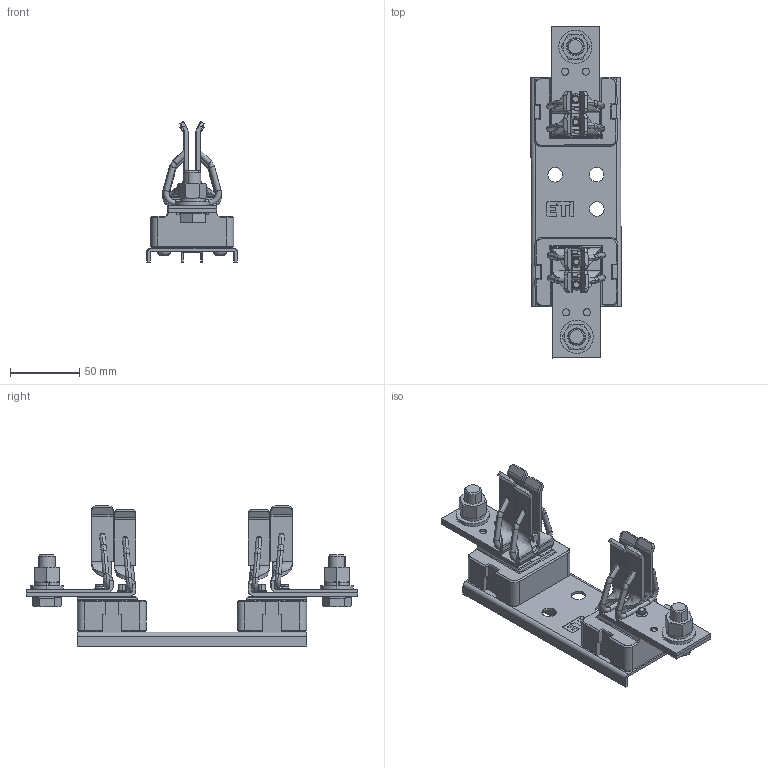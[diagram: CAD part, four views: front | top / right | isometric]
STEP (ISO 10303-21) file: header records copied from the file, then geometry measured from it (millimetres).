
FILE_DESCRIPTION((''),'2;1');
FILE_NAME('123_ASM','2023-10-24T10:35:18',('klemen.sitar'),('Audax d.o.o.'),'CREO PARAMETRIC BY PTC INC, 2021304','CREO PARAMETRIC BY PTC INC, 2021304','');
FILE_SCHEMA(('AP242_MANAGED_MODEL_BASED_3D_ENGINEERING_MIM_LF { 1 0 10303 442 1 1 4 }'));
Products named in the file (27): 0000038658_1_1_1_1_1_1_1_2; 0000038459_1_1_1_1; 0000038462_1_1_1_1; 0000038678_1_1_1_1; 0000032606_1_1_2_3_1_1_1; 0000033927_1_1_1_1_2_1_1; 0000032770_1_1_1_1_2_1_1; 0000032788_1_1_1_1_2_1_1; 0000032765_1_1_1_1_2_1_1; M12_TOP_ASM; TOP_1_ASM_1_AF0_ASM; 0000032606_1_1_2_3_1_1; 0000038459_1_1_1; 0000038462_1_1_1; 0000038678_1_1_1; 0000033927_1_1_1_1_2_1; 0000032770_1_1_1_1_2_1; 0000032788_1_1_1_1_2_1; 0000032765_1_1_1_1_2_1; M12_BOT_ASM; BOT_1_ASM_1_ASM; COMBO_ASM_1_AF0_ASM; BASE_1_1_1; 0000032892_AF0_1_1_1; 0000044574_1_1_2_1; PRT0005; 123_ASM
Assembly tree (34 placements, depth 5):
  123_ASM
    COMBO_ASM_1_AF0_ASM
      TOP_1_ASM_1_AF0_ASM
        0000038658_1_1_1_1_1_1_1_2
        0000038459_1_1_1_1
        0000038462_1_1_1_1
        0000038678_1_1_1_1  x2
        0000032606_1_1_2_3_1_1_1  x2
        M12_TOP_ASM
          0000033927_1_1_1_1_2_1_1
          0000032770_1_1_1_1_2_1_1
          0000032788_1_1_1_1_2_1_1
          0000032765_1_1_1_1_2_1_1
      BOT_1_ASM_1_ASM
        0000038658_1_1_1_1_1_1_1_2
        0000032606_1_1_2_3_1_1  x2
        0000038459_1_1_1
        0000038462_1_1_1
        0000038678_1_1_1  x2
        M12_BOT_ASM
          0000033927_1_1_1_1_2_1
          0000032770_1_1_1_1_2_1
          0000032788_1_1_1_1_2_1
          0000032765_1_1_1_1_2_1
    BASE_1_1_1
    0000032892_AF0_1_1_1
    0000044574_1_1_2_1  x4
    PRT0005
Bounding box: 65.71 x 240.55 x 101.5 mm (x, y, z)
Volume: 234595.4 mm3; surface area: 117059.3 mm2
Topology: 31 solids, 49 shells, 1175 faces, 2972 edges, 1896 vertices
Faces by surface type: plane 597, cylinder 322, cone 128, torus 60, bspline 52, sphere 16
Entity records: 69661 total; most frequent: CARTESIAN_POINT 37196, DIRECTION 4522, ORIENTED_EDGE 4340, EDGE_CURVE 2192, PRESENTATION_STYLE_ASSIGNMENT 2154, STYLED_ITEM 2154, CURVE_STYLE 1912, AXIS2_PLACEMENT_3D 1678
